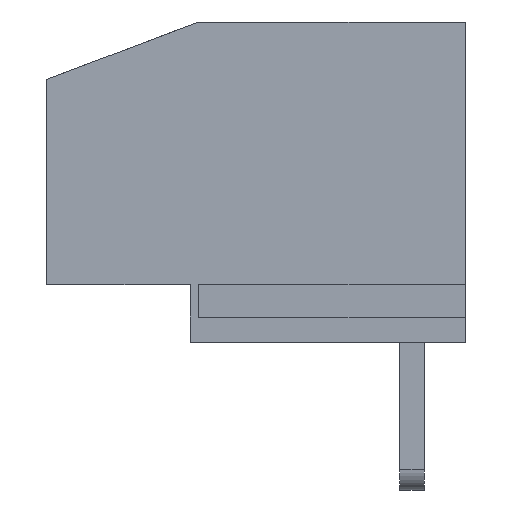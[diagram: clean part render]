
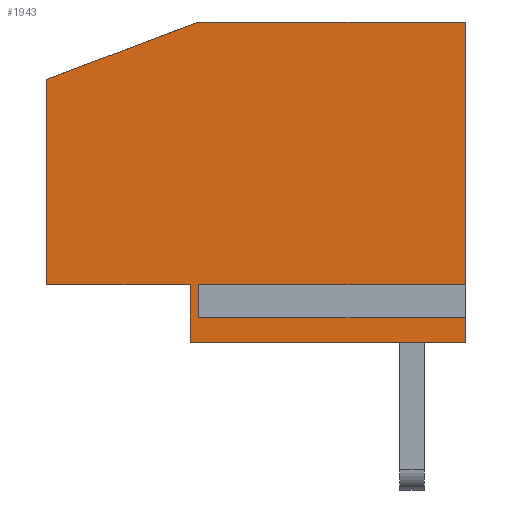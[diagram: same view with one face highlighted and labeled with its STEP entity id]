
A CAD part, left-side view. The second image highlights one B-rep face of the part: STEP entity #1943.
In plain terms, the highlighted planar face has unit normal (-1, 0, 0).
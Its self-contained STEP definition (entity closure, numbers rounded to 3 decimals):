
#680 = CARTESIAN_POINT ( 'NONE',  ( 0., 6.7, 1.4 ) ) ;
#711 = EDGE_CURVE ( 'NONE', #13404, #31321, #14568, .T. ) ;
#1296 = VECTOR ( 'NONE', #13272, 1000. ) ;
#1568 = LINE ( 'NONE', #4723, #1296 ) ;
#1943 = ADVANCED_FACE ( 'NONE', ( #6489 ), #29063, .F. ) ;
#2015 = EDGE_CURVE ( 'NONE', #5782, #34280, #1568, .T. ) ;
#2365 = LINE ( 'NONE', #13702, #4168 ) ;
#2539 = EDGE_CURVE ( 'NONE', #23449, #36021, #14286, .T. ) ;
#3022 = VECTOR ( 'NONE', #36499, 1000. ) ;
#3565 = EDGE_CURVE ( 'NONE', #36021, #19831, #26060, .T. ) ;
#3707 = CARTESIAN_POINT ( 'NONE',  ( 0., 10.2, 7.8 ) ) ;
#4168 = VECTOR ( 'NONE', #24973, 1000. ) ;
#4327 = CARTESIAN_POINT ( 'NONE',  ( 0., 6.5, 0.782 ) ) ;
#4723 = CARTESIAN_POINT ( 'NONE',  ( 0., 10.2, 6.4 ) ) ;
#5003 = EDGE_CURVE ( 'NONE', #5861, #25126, #27631, .T. ) ;
#5782 = VERTEX_POINT ( 'NONE', #8165 ) ;
#5861 = VERTEX_POINT ( 'NONE', #7774 ) ;
#6031 = CARTESIAN_POINT ( 'NONE',  ( 0., 0., 0.782 ) ) ;
#6279 = DIRECTION ( 'NONE',  ( 0., -1., 0. ) ) ;
#6489 = FACE_OUTER_BOUND ( 'NONE', #25839, .T. ) ;
#7774 = CARTESIAN_POINT ( 'NONE',  ( 0., 0., 0. ) ) ;
#8021 = ORIENTED_EDGE ( 'NONE', *, *, #8737, .T. ) ;
#8127 = VECTOR ( 'NONE', #25885, 1000. ) ;
#8165 = CARTESIAN_POINT ( 'NONE',  ( 0., 10.2, 6.4 ) ) ;
#8419 = DIRECTION ( 'NONE',  ( 0., 0., 1. ) ) ;
#8737 = EDGE_CURVE ( 'NONE', #31321, #26750, #32157, .T. ) ;
#8901 = EDGE_CURVE ( 'NONE', #23449, #5782, #2365, .T. ) ;
#9000 = DIRECTION ( 'NONE',  ( 0., -1., 0. ) ) ;
#9280 = CARTESIAN_POINT ( 'NONE',  ( 0., 0., 1.218 ) ) ;
#10980 = VECTOR ( 'NONE', #6279, 1000. ) ;
#12085 = ORIENTED_EDGE ( 'NONE', *, *, #3565, .T. ) ;
#12363 = LINE ( 'NONE', #23617, #8127 ) ;
#13087 = VECTOR ( 'NONE', #8419, 1000. ) ;
#13272 = DIRECTION ( 'NONE',  ( 0., -0.935, 0.354 ) ) ;
#13404 = VERTEX_POINT ( 'NONE', #25652 ) ;
#13579 = ORIENTED_EDGE ( 'NONE', *, *, #5003, .T. ) ;
#13593 = CARTESIAN_POINT ( 'NONE',  ( 0., 0., 7.8 ) ) ;
#13702 = CARTESIAN_POINT ( 'NONE',  ( 0., 10.2, 7.8 ) ) ;
#14286 = LINE ( 'NONE', #25570, #10980 ) ;
#14440 = DIRECTION ( 'NONE',  ( 0., 0., -1. ) ) ;
#14568 = LINE ( 'NONE', #34323, #36521 ) ;
#15670 = CARTESIAN_POINT ( 'NONE',  ( 0., 6.7, 0. ) ) ;
#15796 = VECTOR ( 'NONE', #36147, 1000. ) ;
#16435 = DIRECTION ( 'NONE',  ( 0., 0., 1. ) ) ;
#17968 = EDGE_CURVE ( 'NONE', #21559, #25126, #12363, .T. ) ;
#18003 = LINE ( 'NONE', #26320, #29968 ) ;
#18857 = ORIENTED_EDGE ( 'NONE', *, *, #32152, .F. ) ;
#19171 = CARTESIAN_POINT ( 'NONE',  ( 0., 10.2, 1.4 ) ) ;
#19346 = VECTOR ( 'NONE', #14440, 1000. ) ;
#19505 = CARTESIAN_POINT ( 'NONE',  ( 0., 6.7, 1.4 ) ) ;
#19831 = VERTEX_POINT ( 'NONE', #15670 ) ;
#20760 = DIRECTION ( 'NONE',  ( 0., -1., 0. ) ) ;
#21559 = VERTEX_POINT ( 'NONE', #4327 ) ;
#22106 = CARTESIAN_POINT ( 'NONE',  ( 0., 6.5, 7.8 ) ) ;
#22234 = ORIENTED_EDGE ( 'NONE', *, *, #711, .T. ) ;
#23350 = ORIENTED_EDGE ( 'NONE', *, *, #2015, .F. ) ;
#23449 = VERTEX_POINT ( 'NONE', #19171 ) ;
#23617 = CARTESIAN_POINT ( 'NONE',  ( 0., 6.5, 0.782 ) ) ;
#23812 = CARTESIAN_POINT ( 'NONE',  ( 0., 0., 7.8 ) ) ;
#24303 = ORIENTED_EDGE ( 'NONE', *, *, #36043, .T. ) ;
#24973 = DIRECTION ( 'NONE',  ( 0., 0., 1. ) ) ;
#25126 = VERTEX_POINT ( 'NONE', #6031 ) ;
#25226 = CARTESIAN_POINT ( 'NONE',  ( 0., 10.2, 0. ) ) ;
#25264 = LINE ( 'NONE', #33742, #13087 ) ;
#25456 = EDGE_CURVE ( 'NONE', #21559, #13404, #25264, .T. ) ;
#25570 = CARTESIAN_POINT ( 'NONE',  ( 0., 10.2, 1.4 ) ) ;
#25589 = AXIS2_PLACEMENT_3D ( 'NONE', #3707, #32208, #26302 ) ;
#25652 = CARTESIAN_POINT ( 'NONE',  ( 0., 6.5, 1.218 ) ) ;
#25839 = EDGE_LOOP ( 'NONE', ( #34423, #26631, #22234, #8021, #18857, #23350, #32203, #29841, #12085, #24303, #13579 ) ) ;
#25885 = DIRECTION ( 'NONE',  ( 0., -1., 0. ) ) ;
#26060 = LINE ( 'NONE', #680, #19346 ) ;
#26302 = DIRECTION ( 'NONE',  ( 0., 0., -1. ) ) ;
#26320 = CARTESIAN_POINT ( 'NONE',  ( 0., 10.2, 7.8 ) ) ;
#26631 = ORIENTED_EDGE ( 'NONE', *, *, #25456, .T. ) ;
#26750 = VERTEX_POINT ( 'NONE', #34729 ) ;
#27631 = LINE ( 'NONE', #13593, #15796 ) ;
#29063 = PLANE ( 'NONE',  #25589 ) ;
#29841 = ORIENTED_EDGE ( 'NONE', *, *, #2539, .T. ) ;
#29968 = VECTOR ( 'NONE', #20760, 1000. ) ;
#29984 = LINE ( 'NONE', #25226, #3022 ) ;
#31321 = VERTEX_POINT ( 'NONE', #9280 ) ;
#32152 = EDGE_CURVE ( 'NONE', #34280, #26750, #18003, .T. ) ;
#32157 = LINE ( 'NONE', #23812, #36065 ) ;
#32203 = ORIENTED_EDGE ( 'NONE', *, *, #8901, .F. ) ;
#32208 = DIRECTION ( 'NONE',  ( 1., 0., 0. ) ) ;
#33742 = CARTESIAN_POINT ( 'NONE',  ( 0., 6.5, 0.782 ) ) ;
#34280 = VERTEX_POINT ( 'NONE', #22106 ) ;
#34323 = CARTESIAN_POINT ( 'NONE',  ( 0., 6.5, 1.218 ) ) ;
#34423 = ORIENTED_EDGE ( 'NONE', *, *, #17968, .F. ) ;
#34729 = CARTESIAN_POINT ( 'NONE',  ( 0., 0., 7.8 ) ) ;
#36021 = VERTEX_POINT ( 'NONE', #19505 ) ;
#36043 = EDGE_CURVE ( 'NONE', #19831, #5861, #29984, .T. ) ;
#36065 = VECTOR ( 'NONE', #16435, 1000. ) ;
#36147 = DIRECTION ( 'NONE',  ( 0., 0., 1. ) ) ;
#36499 = DIRECTION ( 'NONE',  ( 0., -1., 0. ) ) ;
#36521 = VECTOR ( 'NONE', #9000, 1000. ) ;
